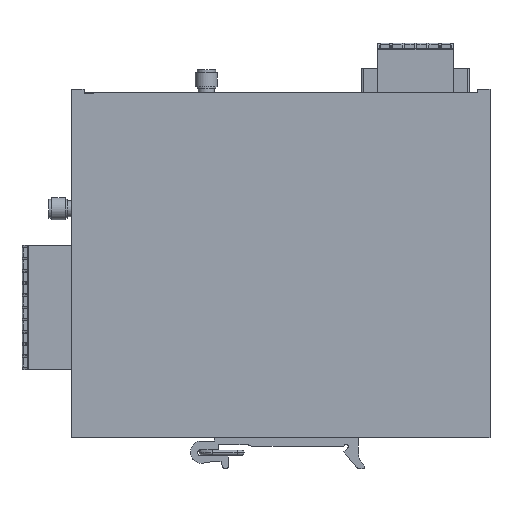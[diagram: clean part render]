
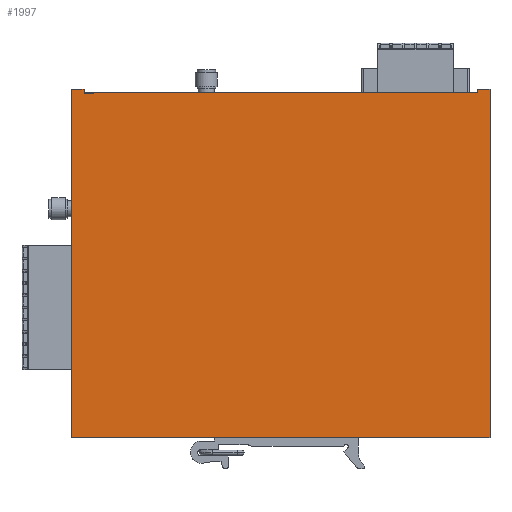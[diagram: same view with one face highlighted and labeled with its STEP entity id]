
A CAD part, left-side view. The second image highlights one B-rep face of the part: STEP entity #1997.
In plain terms, the highlighted planar face has unit normal (-1, 0, 0).
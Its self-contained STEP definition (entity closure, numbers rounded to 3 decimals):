
#1945=AXIS2_PLACEMENT_3D('Plane Axis2P3D',#1942,#1943,#1944) ;
#392=CARTESIAN_POINT('Vertex',(0.,116.5,109.003)) ;
#395=CARTESIAN_POINT('Line Origine',(0.,116.5,108.453)) ;
#399=CARTESIAN_POINT('Vertex',(0.,116.5,107.903)) ;
#615=CARTESIAN_POINT('Line Origine',(0.,60.,107.903)) ;
#619=CARTESIAN_POINT('Vertex',(0.,3.5,107.903)) ;
#1942=CARTESIAN_POINT('Axis2P3D Location',(0.,60.5,9.003)) ;
#1947=CARTESIAN_POINT('Line Origine',(0.,118.25,109.003)) ;
#1951=CARTESIAN_POINT('Vertex',(0.,120.,109.003)) ;
#1954=CARTESIAN_POINT('Line Origine',(0.,120.,59.003)) ;
#1958=CARTESIAN_POINT('Vertex',(0.,120.,9.003)) ;
#1961=CARTESIAN_POINT('Line Origine',(0.,60.,9.003)) ;
#1965=CARTESIAN_POINT('Vertex',(0.,0.,9.003)) ;
#1968=CARTESIAN_POINT('Line Origine',(0.,0.,59.003)) ;
#1972=CARTESIAN_POINT('Vertex',(0.,0.,109.003)) ;
#1975=CARTESIAN_POINT('Line Origine',(0.,1.75,109.003)) ;
#1979=CARTESIAN_POINT('Vertex',(0.,3.5,109.003)) ;
#1982=CARTESIAN_POINT('Line Origine',(0.,3.5,108.453)) ;
#396=DIRECTION('Vector Direction',(0.,0.,1.)) ;
#616=DIRECTION('Vector Direction',(0.,1.,0.)) ;
#1943=DIRECTION('Axis2P3D Direction',(-1.,0.,0.)) ;
#1944=DIRECTION('Axis2P3D XDirection',(0.,1.,0.)) ;
#1948=DIRECTION('Vector Direction',(0.,1.,0.)) ;
#1955=DIRECTION('Vector Direction',(0.,0.,1.)) ;
#1962=DIRECTION('Vector Direction',(0.,1.,0.)) ;
#1969=DIRECTION('Vector Direction',(0.,0.,1.)) ;
#1976=DIRECTION('Vector Direction',(0.,1.,0.)) ;
#1983=DIRECTION('Vector Direction',(0.,0.,-1.)) ;
#397=VECTOR('Line Direction',#396,1.) ;
#617=VECTOR('Line Direction',#616,1.) ;
#1949=VECTOR('Line Direction',#1948,1.) ;
#1956=VECTOR('Line Direction',#1955,1.) ;
#1963=VECTOR('Line Direction',#1962,1.) ;
#1970=VECTOR('Line Direction',#1969,1.) ;
#1977=VECTOR('Line Direction',#1976,1.) ;
#1984=VECTOR('Line Direction',#1983,1.) ;
#1988=ORIENTED_EDGE('',*,*,#401,.T.) ;
#1989=ORIENTED_EDGE('',*,*,#1953,.T.) ;
#1990=ORIENTED_EDGE('',*,*,#1960,.T.) ;
#1991=ORIENTED_EDGE('',*,*,#1967,.T.) ;
#1992=ORIENTED_EDGE('',*,*,#1974,.T.) ;
#1993=ORIENTED_EDGE('',*,*,#1981,.T.) ;
#1994=ORIENTED_EDGE('',*,*,#1986,.F.) ;
#1995=ORIENTED_EDGE('',*,*,#621,.T.) ;
#1997=ADVANCED_FACE('SWITCH',(#1996),#1946,.T.) ;
#401=EDGE_CURVE('',#400,#393,#398,.T.) ;
#621=EDGE_CURVE('',#620,#400,#618,.T.) ;
#1953=EDGE_CURVE('',#393,#1952,#1950,.T.) ;
#1960=EDGE_CURVE('',#1952,#1959,#1957,.F.) ;
#1967=EDGE_CURVE('',#1959,#1966,#1964,.F.) ;
#1974=EDGE_CURVE('',#1966,#1973,#1971,.T.) ;
#1981=EDGE_CURVE('',#1973,#1980,#1978,.T.) ;
#1986=EDGE_CURVE('',#620,#1980,#1985,.F.) ;
#1987=EDGE_LOOP('',(#1988,#1989,#1990,#1991,#1992,#1993,#1994,#1995)) ;
#1996=FACE_OUTER_BOUND('',#1987,.T.) ;
#398=LINE('Line',#395,#397) ;
#618=LINE('Line',#615,#617) ;
#1950=LINE('Line',#1947,#1949) ;
#1957=LINE('Line',#1954,#1956) ;
#1964=LINE('Line',#1961,#1963) ;
#1971=LINE('Line',#1968,#1970) ;
#1978=LINE('Line',#1975,#1977) ;
#1985=LINE('Line',#1982,#1984) ;
#1946=PLANE('',#1945) ;
#393=VERTEX_POINT('',#392) ;
#400=VERTEX_POINT('',#399) ;
#620=VERTEX_POINT('',#619) ;
#1952=VERTEX_POINT('',#1951) ;
#1959=VERTEX_POINT('',#1958) ;
#1966=VERTEX_POINT('',#1965) ;
#1973=VERTEX_POINT('',#1972) ;
#1980=VERTEX_POINT('',#1979) ;
